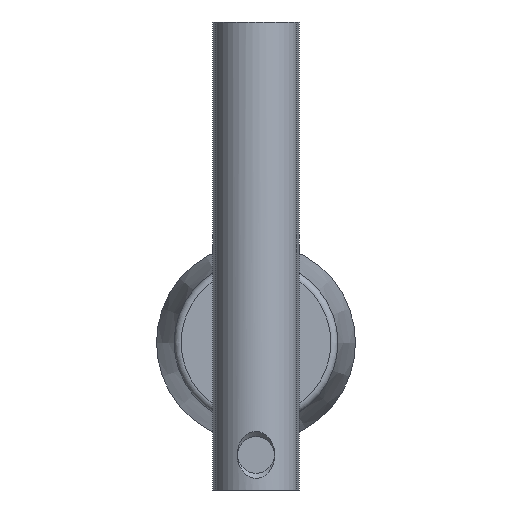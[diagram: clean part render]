
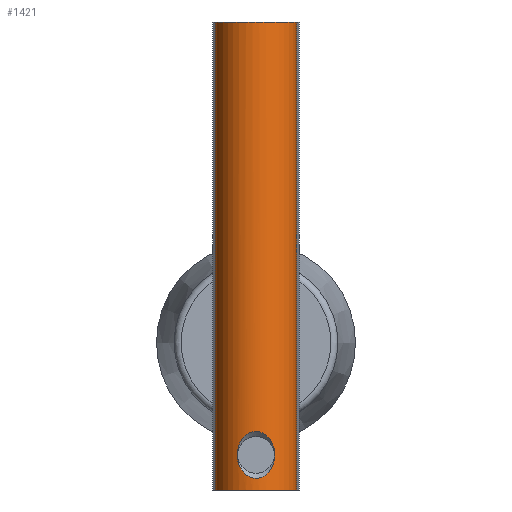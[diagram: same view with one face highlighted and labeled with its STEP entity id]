
A CAD part, front view. The second image highlights one B-rep face of the part: STEP entity #1421.
In plain terms, the highlighted cylindrical face has radius 1.75 mm (diameter 3.5 mm), a partial arc.
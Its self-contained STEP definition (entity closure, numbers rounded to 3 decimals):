
#45=B_SPLINE_CURVE_WITH_KNOTS('',3,(#1967,#1968,#1969,#1970,#1971,#1972,
#1973,#1974,#1975,#1976,#1977,#1978,#1979,#1980,#1981),.UNSPECIFIED.,.T.,
 .F.,(1,1,1,1,1,1,1,1,1,1,1,1,1,1,1,1,1,1,1),(-0.001,-0.001,
0.,0.,0.001,0.001,0.002,
0.002,0.002,0.003,0.004,
0.004,0.005,0.005,0.005,
0.006,0.006,0.007,0.007),
 .UNSPECIFIED.);
#48=CYLINDRICAL_SURFACE('',#1505,1.75);
#74=CIRCLE('',#1506,1.75);
#75=CIRCLE('',#1507,1.75);
#134=ORIENTED_EDGE('',*,*,#350,.T.);
#135=ORIENTED_EDGE('',*,*,#351,.F.);
#136=ORIENTED_EDGE('',*,*,#352,.F.);
#137=ORIENTED_EDGE('',*,*,#353,.T.);
#138=ORIENTED_EDGE('',*,*,#354,.F.);
#350=EDGE_CURVE('',#458,#459,#74,.T.);
#351=EDGE_CURVE('',#460,#459,#545,.T.);
#352=EDGE_CURVE('',#461,#460,#75,.T.);
#353=EDGE_CURVE('',#461,#458,#546,.T.);
#354=EDGE_CURVE('',#462,#462,#45,.T.);
#458=VERTEX_POINT('',#1960);
#459=VERTEX_POINT('',#1961);
#460=VERTEX_POINT('',#1963);
#461=VERTEX_POINT('',#1965);
#462=VERTEX_POINT('',#1982);
#545=LINE('',#1962,#595);
#546=LINE('',#1966,#596);
#595=VECTOR('',#1648,1000.);
#596=VECTOR('',#1651,1000.);
#641=EDGE_LOOP('',(#134,#135,#136,#137));
#642=EDGE_LOOP('',(#138));
#761=FACE_BOUND('',#641,.T.);
#762=FACE_BOUND('',#642,.T.);
#1421=ADVANCED_FACE('',(#761,#762),#48,.T.);
#1505=AXIS2_PLACEMENT_3D('',#1958,#1644,#1645);
#1506=AXIS2_PLACEMENT_3D('',#1959,#1646,#1647);
#1507=AXIS2_PLACEMENT_3D('',#1964,#1649,#1650);
#1644=DIRECTION('',(-1.,0.,0.));
#1645=DIRECTION('',(0.,0.,1.));
#1646=DIRECTION('',(1.,0.,0.));
#1647=DIRECTION('',(0.,0.,-1.));
#1648=DIRECTION('',(-1.,0.,0.));
#1649=DIRECTION('',(1.,0.,0.));
#1650=DIRECTION('',(0.,0.,-1.));
#1651=DIRECTION('',(-1.,0.,0.));
#1958=CARTESIAN_POINT('',(20.,1.75,0.));
#1959=CARTESIAN_POINT('',(0.,1.75,0.));
#1960=CARTESIAN_POINT('',(0.,1.544,1.738));
#1961=CARTESIAN_POINT('',(0.,1.544,-1.738));
#1962=CARTESIAN_POINT('',(20.,1.544,-1.738));
#1963=CARTESIAN_POINT('',(20.,1.544,-1.738));
#1964=CARTESIAN_POINT('',(20.,1.75,0.));
#1965=CARTESIAN_POINT('',(20.,1.544,1.738));
#1966=CARTESIAN_POINT('',(20.,1.544,1.738));
#1967=CARTESIAN_POINT('',(17.576,0.028,-0.364));
#1968=CARTESIAN_POINT('',(17.913,0.136,-0.704));
#1969=CARTESIAN_POINT('',(18.509,0.237,-0.874));
#1970=CARTESIAN_POINT('',(19.102,0.132,-0.696));
#1971=CARTESIAN_POINT('',(19.432,0.025,-0.351));
#1972=CARTESIAN_POINT('',(19.536,-0.013,0.006));
#1973=CARTESIAN_POINT('',(19.424,0.028,0.364));
#1974=CARTESIAN_POINT('',(19.09,0.135,0.702));
#1975=CARTESIAN_POINT('',(18.492,0.237,0.874));
#1976=CARTESIAN_POINT('',(17.898,0.132,0.696));
#1977=CARTESIAN_POINT('',(17.568,0.025,0.351));
#1978=CARTESIAN_POINT('',(17.464,-0.013,-0.007));
#1979=CARTESIAN_POINT('',(17.576,0.028,-0.364));
#1980=CARTESIAN_POINT('',(17.913,0.136,-0.704));
#1981=CARTESIAN_POINT('',(18.509,0.237,-0.874));
#1982=CARTESIAN_POINT('',(17.84,0.107,-0.602));
